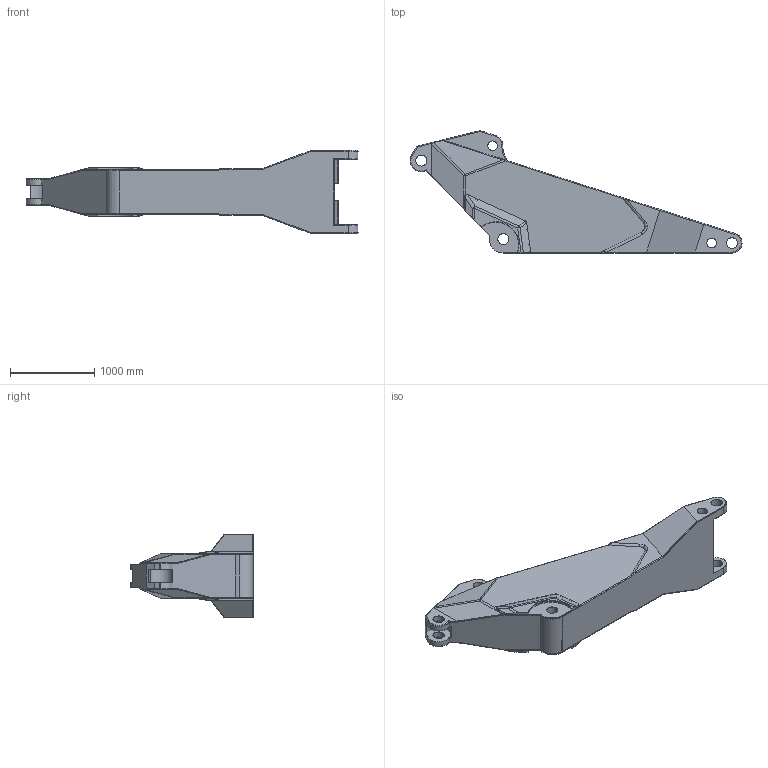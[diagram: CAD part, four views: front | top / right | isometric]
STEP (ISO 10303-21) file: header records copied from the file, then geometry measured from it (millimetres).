
FILE_DESCRIPTION (( 'STEP AP203' ), '1' );
FILE_NAME ('4. Dipper_Default_sldprt.STEP', '2023-03-20T07:55:05', ( '' ), ( '' ), 'SwSTEP 2.0', 'SolidWorks 2019', '' );
FILE_SCHEMA (( 'CONFIG_CONTROL_DESIGN' ));
Length unit declared in the file: millimetre
Products named in the file (1): 4. Dipper_Default_sldprt
Bounding box: 3947.4 x 1451.75 x 989.5 mm (x, y, z)
Volume: 59913389.2 mm3; surface area: 24038111.3 mm2
Topology: 3 solids, 3 shells, 418 faces, 1076 edges, 666 vertices
Faces by surface type: cylinder 192, plane 106, bspline 56, torus 52, sphere 12
Entity records: 15621 total; most frequent: CARTESIAN_POINT 5763, ORIENTED_EDGE 2152, DIRECTION 1950, EDGE_CURVE 1076, AXIS2_PLACEMENT_3D 735, VERTEX_POINT 666, VECTOR 480, LINE 480
